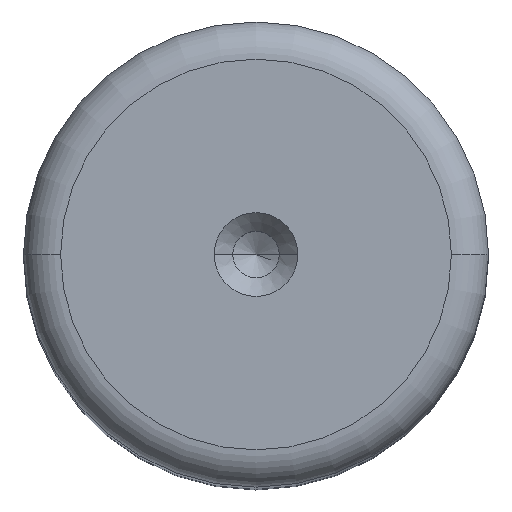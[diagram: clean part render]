
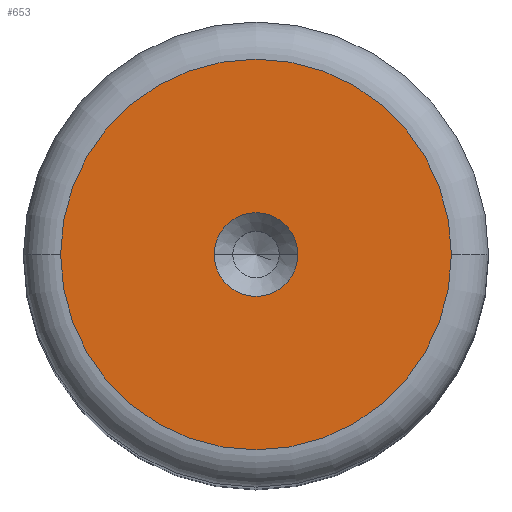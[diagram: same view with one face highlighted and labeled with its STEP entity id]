
A CAD part, top view. The second image highlights one B-rep face of the part: STEP entity #653.
In plain terms, the highlighted planar face has unit normal (0, 0, 1).
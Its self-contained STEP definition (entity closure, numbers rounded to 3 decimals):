
#22 = CIRCLE ( 'NONE', #1408, 2.25 ) ;
#65 = CARTESIAN_POINT ( 'NONE',  ( 0., 0., 90. ) ) ;
#108 = VERTEX_POINT ( 'NONE', #126 ) ;
#112 = EDGE_LOOP ( 'NONE', ( #1351, #1582 ) ) ;
#126 = CARTESIAN_POINT ( 'NONE',  ( 2.25, 0., 90. ) ) ;
#148 = EDGE_CURVE ( 'NONE', #1277, #166, #1091, .T. ) ;
#166 = VERTEX_POINT ( 'NONE', #234 ) ;
#198 = DIRECTION ( 'NONE',  ( 1., 0., 0. ) ) ;
#201 = PLANE ( 'NONE',  #1197 ) ;
#208 = EDGE_LOOP ( 'NONE', ( #248, #1478 ) ) ;
#211 = FACE_OUTER_BOUND ( 'NONE', #208, .T. ) ;
#234 = CARTESIAN_POINT ( 'NONE',  ( -10.5, 0., 90. ) ) ;
#240 = CARTESIAN_POINT ( 'NONE',  ( 0., 0., 90. ) ) ;
#248 = ORIENTED_EDGE ( 'NONE', *, *, #148, .T. ) ;
#338 = DIRECTION ( 'NONE',  ( 1., 0., 0. ) ) ;
#377 = EDGE_CURVE ( 'NONE', #108, #415, #819, .T. ) ;
#415 = VERTEX_POINT ( 'NONE', #1016 ) ;
#508 = DIRECTION ( 'NONE',  ( 0., 0., 1. ) ) ;
#574 = AXIS2_PLACEMENT_3D ( 'NONE', #1365, #635, #1493 ) ;
#635 = DIRECTION ( 'NONE',  ( 0., 0., 1. ) ) ;
#653 = ADVANCED_FACE ( 'NONE', ( #1531, #211 ), #201, .T. ) ;
#707 = DIRECTION ( 'NONE',  ( 0., 0., 1. ) ) ;
#819 = CIRCLE ( 'NONE', #574, 2.25 ) ;
#830 = CARTESIAN_POINT ( 'NONE',  ( 0., 0., 90. ) ) ;
#907 = DIRECTION ( 'NONE',  ( 1., 0., 0. ) ) ;
#916 = DIRECTION ( 'NONE',  ( 0., 0., 1. ) ) ;
#956 = DIRECTION ( 'NONE',  ( 0., 0., 1. ) ) ;
#1016 = CARTESIAN_POINT ( 'NONE',  ( -2.25, 0., 90. ) ) ;
#1031 = EDGE_CURVE ( 'NONE', #415, #108, #22, .T. ) ;
#1051 = AXIS2_PLACEMENT_3D ( 'NONE', #65, #956, #198 ) ;
#1085 = AXIS2_PLACEMENT_3D ( 'NONE', #240, #916, #907 ) ;
#1091 = CIRCLE ( 'NONE', #1085, 10.5 ) ;
#1197 = AXIS2_PLACEMENT_3D ( 'NONE', #830, #707, #338 ) ;
#1237 = CARTESIAN_POINT ( 'NONE',  ( 0., 0., 90. ) ) ;
#1246 = EDGE_CURVE ( 'NONE', #166, #1277, #1530, .T. ) ;
#1277 = VERTEX_POINT ( 'NONE', #1448 ) ;
#1351 = ORIENTED_EDGE ( 'NONE', *, *, #377, .F. ) ;
#1356 = DIRECTION ( 'NONE',  ( 1., 0., 0. ) ) ;
#1365 = CARTESIAN_POINT ( 'NONE',  ( 0., 0., 90. ) ) ;
#1408 = AXIS2_PLACEMENT_3D ( 'NONE', #1237, #508, #1356 ) ;
#1448 = CARTESIAN_POINT ( 'NONE',  ( 10.5, 0., 90. ) ) ;
#1478 = ORIENTED_EDGE ( 'NONE', *, *, #1246, .T. ) ;
#1493 = DIRECTION ( 'NONE',  ( 1., 0., 0. ) ) ;
#1530 = CIRCLE ( 'NONE', #1051, 10.5 ) ;
#1531 = FACE_BOUND ( 'NONE', #112, .T. ) ;
#1582 = ORIENTED_EDGE ( 'NONE', *, *, #1031, .F. ) ;
